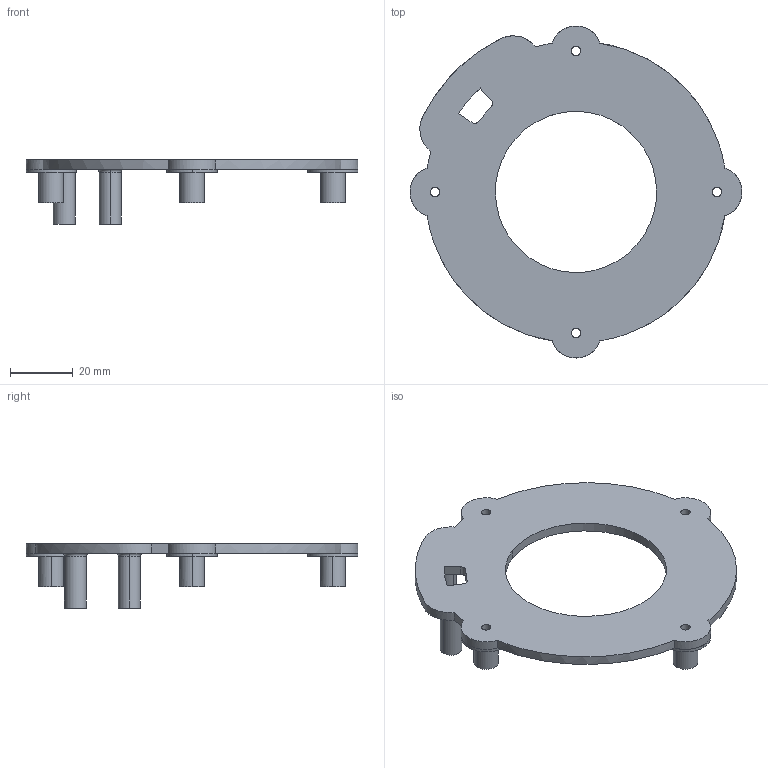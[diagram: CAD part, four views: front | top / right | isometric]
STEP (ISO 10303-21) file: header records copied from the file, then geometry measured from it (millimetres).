
FILE_DESCRIPTION(/* description */ (''),/* implementation_level */ '2;1');
FILE_NAME(/* name */ '15_OF reMix_Motor Adaptor_2311',/* time_stamp */ '2023-12-12T07:39:53+01:00',/* author */ (''),/* organization */ (''),/* preprocessor_version */ 'ST-DEVELOPER v16.5',/* originating_system */ 'Rhino 7.28',/* authorisation */ '');
FILE_SCHEMA (('CONFIG_CONTROL_DESIGN'));
Length unit declared in the file: millimetre
Products named in the file (1): Document
Bounding box: 106 x 106 x 20.5 mm (x, y, z)
Volume: 20065.6 mm3; surface area: 16549.4 mm2
Topology: 1 solids, 1 shells, 163 faces, 403 edges, 262 vertices
Faces by surface type: plane 86, cylinder 55, bspline 22
Entity records: 6368 total; most frequent: CARTESIAN_POINT 3621, ORIENTED_EDGE 806, EDGE_CURVE 403, VERTEX_POINT 262, B_SPLINE_CURVE_WITH_KNOTS 199, EDGE_LOOP 195, ADVANCED_FACE 163, FACE_OUTER_BOUND 163
